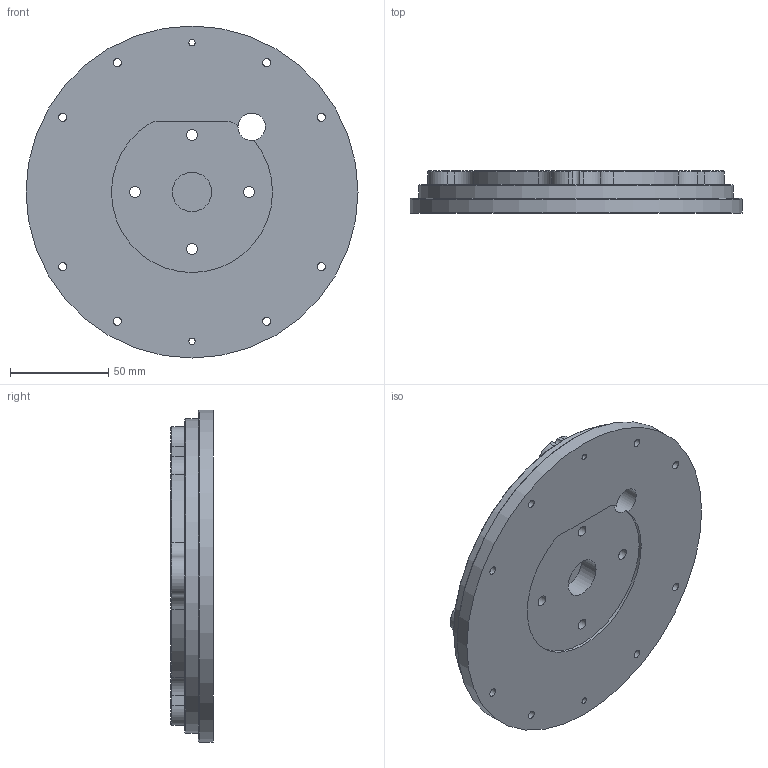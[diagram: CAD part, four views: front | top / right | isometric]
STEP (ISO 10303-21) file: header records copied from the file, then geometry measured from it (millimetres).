
FILE_DESCRIPTION(/* description */ (''),/* implementation_level */ '2;1');
FILE_NAME(/* name */ 'Build Plateform one Indents (metal).stp',/* time_stamp */ '2025-02-07T10:30:24-05:00',/* author */ ('mayhe'),/* organization */ (''),/* preprocessor_version */ 'ST-DEVELOPER v20',/* originating_system */ 'Autodesk Inventor 2025',/* authorisation */ '');
FILE_SCHEMA (('AUTOMOTIVE_DESIGN { 1 0 10303 214 3 1 1 }'));
Length unit declared in the file: millimetre
Products named in the file (1): Build Plateform one Indents
Bounding box: 169 x 21.5 x 169 mm (x, y, z)
Volume: 368176.5 mm3; surface area: 59908.6 mm2
Topology: 1 solids, 1 shells, 114 faces, 291 edges, 186 vertices
Faces by surface type: cylinder 51, cone 32, plane 31
Full cylindrical faces by diameter (mm): 3.242 x2, 4.134 x8, 5.5 x4, 9 x4, 14 x1, 18.25 x1, 20 x1, 160 x1, 169 x1
Entity records: 3612 total; most frequent: DIRECTION 663, CARTESIAN_POINT 624, ORIENTED_EDGE 582, EDGE_CURVE 291, AXIS2_PLACEMENT_3D 265, VERTEX_POINT 186, EDGE_LOOP 151, CIRCLE 150
